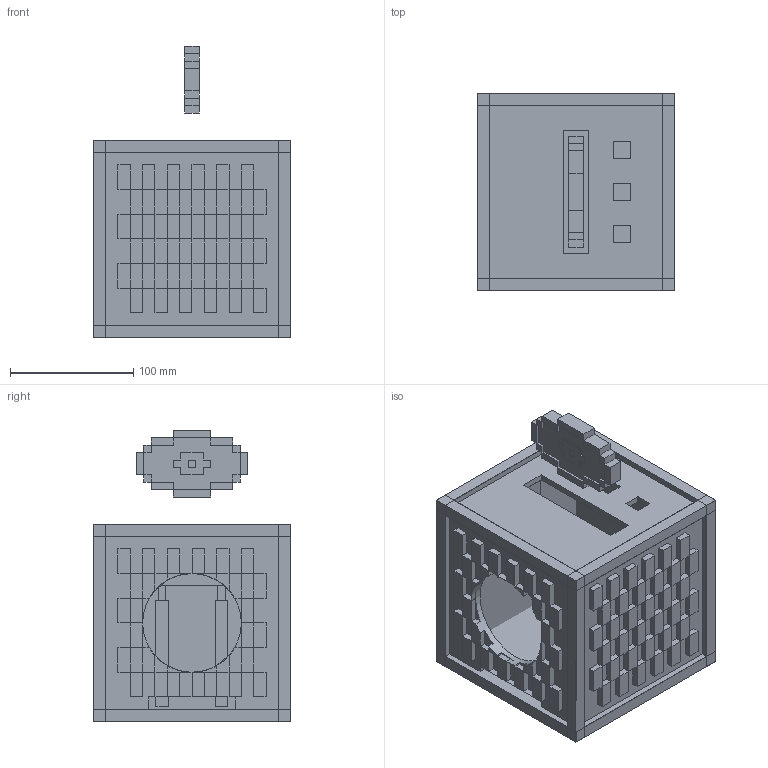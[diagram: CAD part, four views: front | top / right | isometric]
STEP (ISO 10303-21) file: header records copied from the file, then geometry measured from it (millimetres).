
FILE_DESCRIPTION(/* description */ (''),/* implementation_level */ '2;1');
FILE_NAME(/* name */ 'Jukebox v13.step',/* time_stamp */ '2025-06-20T18:00:29-05:00',/* author */ (''),/* organization */ (''),/* preprocessor_version */ 'ST-DEVELOPER v20.1',/* originating_system */ 'Autodesk Translation Framework v14.10.0.0',/* authorisation */ '');
FILE_SCHEMA (('AUTOMOTIVE_DESIGN { 1 0 10303 214 3 1 1 }'));
Length unit declared in the file: millimetre
Products named in the file (1): Jukebox
Bounding box: 160 x 160 x 236 mm (x, y, z)
Volume: 1220736.1 mm3; surface area: 422620.2 mm2
Topology: 12 solids, 12 shells, 1009 faces, 2286 edges, 1093 vertices
Faces by surface type: plane 996, cylinder 13
Full cylindrical faces by diameter (mm): 80 x1
Entity records: 26425 total; most frequent: ORIENTED_EDGE 4572, CARTESIAN_POINT 4389, DIRECTION 4353, EDGE_CURVE 2286, LINE 2239, VECTOR 2239, VERTEX_POINT 1093, AXIS2_PLACEMENT_3D 1057
